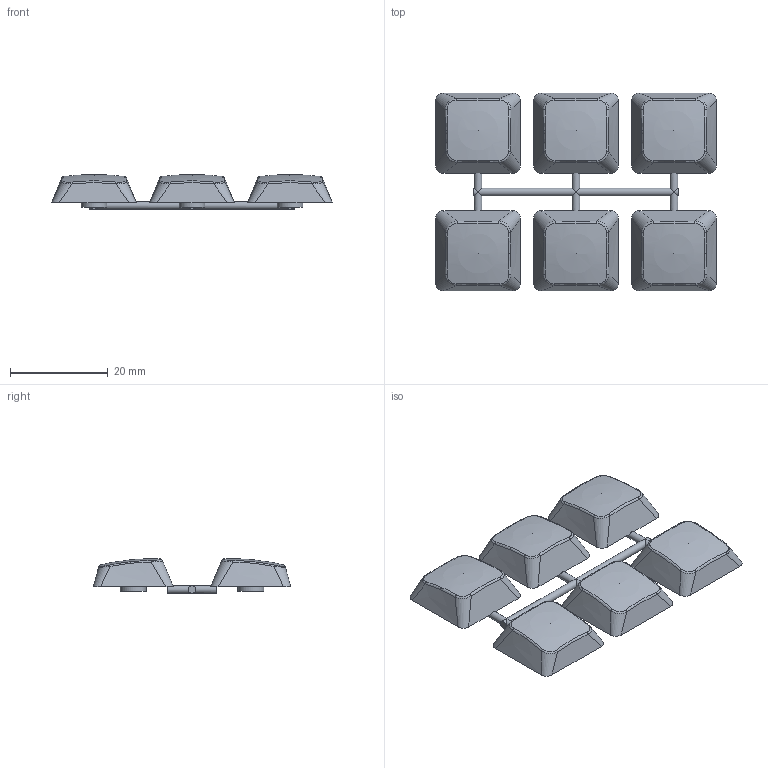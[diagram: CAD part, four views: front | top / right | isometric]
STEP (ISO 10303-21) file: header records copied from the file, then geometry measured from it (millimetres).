
FILE_DESCRIPTION(('Open CASCADE Model'),'2;1');
FILE_NAME('Open CASCADE Shape Model','2024-10-21T10:39:21',('Author'),( 'Open CASCADE'),'Open CASCADE STEP processor 7.7','Open CASCADE 7.7' ,'Unknown');
FILE_SCHEMA(('AUTOMOTIVE_DESIGN { 1 0 10303 214 1 1 1 1 }'));
Products named in the file (1): 427957d8-8fba-11ef-85b9-4c034f0a9e42
Bounding box: 57.3 x 40.3 x 7.12 mm (x, y, z)
Volume: 4811.1 mm3; surface area: 5909.1 mm2
Topology: 1 solids, 1 shells, 402 faces, 999 edges, 611 vertices
Faces by surface type: plane 176, bspline 156, cylinder 40, cone 24, sphere 6
Full cylindrical faces by diameter (mm): 1.6 x10, 5.3 x6
Entity records: 43803 total; most frequent: CARTESIAN_POINT 25287, DIRECTION 2938, ORIENTED_EDGE 1986, PCURVE 1986, DEFINITIONAL_REPRESENTATION 1986, LINE 1928, VECTOR 1928, EDGE_CURVE 993
